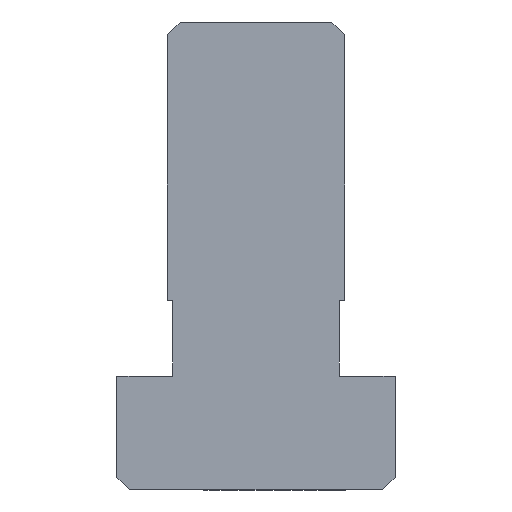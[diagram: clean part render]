
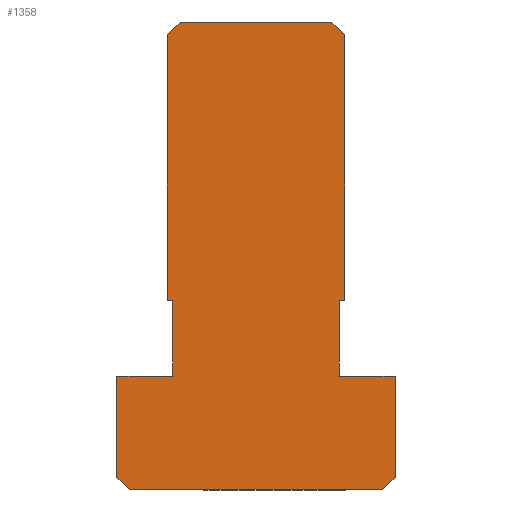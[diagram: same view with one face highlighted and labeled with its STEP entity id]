
A CAD part, front view. The second image highlights one B-rep face of the part: STEP entity #1358.
In plain terms, the highlighted planar face has unit normal (0, -1, 0).
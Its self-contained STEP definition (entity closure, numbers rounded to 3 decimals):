
#592=EDGE_CURVE('',#1508,#830,#1648,.T.);
#630=EDGE_CURVE('',#1410,#1508,#1688,.T.);
#668=EDGE_CURVE('',#1336,#1004,#1732,.T.);
#718=VERTEX_POINT('',#1790);
#724=VERTEX_POINT('',#1796);
#734=VERTEX_POINT('',#1806);
#764=EDGE_CURVE('',#734,#780,#1839,.T.);
#780=VERTEX_POINT('',#1857);
#830=VERTEX_POINT('',#1913);
#866=VERTEX_POINT('',#1952);
#874=EDGE_CURVE('',#866,#1394,#1960,.T.);
#876=EDGE_CURVE('',#780,#1188,#1962,.T.);
#938=EDGE_CURVE('',#1394,#1176,#2033,.T.);
#944=EDGE_CURVE('',#1148,#1140,#2039,.T.);
#968=EDGE_CURVE('',#718,#734,#2069,.T.);
#1004=VERTEX_POINT('',#2110);
#1054=EDGE_CURVE('',#1176,#718,#2166,.T.);
#1140=VERTEX_POINT('',#2266);
#1148=VERTEX_POINT('',#2276);
#1176=VERTEX_POINT('',#2306);
#1188=VERTEX_POINT('',#2319);
#1216=EDGE_CURVE('',#1004,#866,#2347,.T.);
#1336=VERTEX_POINT('',#2481);
#1358=ADVANCED_FACE('',(#2505),#2506,.T.);
#1368=EDGE_CURVE('',#1482,#724,#2518,.T.);
#1394=VERTEX_POINT('',#2548);
#1396=EDGE_CURVE('',#1140,#1410,#2550,.T.);
#1410=VERTEX_POINT('',#2564);
#1444=EDGE_CURVE('',#830,#1336,#2600,.T.);
#1466=EDGE_CURVE('',#724,#1148,#2624,.T.);
#1482=VERTEX_POINT('',#2642);
#1492=EDGE_CURVE('',#1188,#1482,#2653,.T.);
#1508=VERTEX_POINT('',#2670);
#1648=LINE('',#2828,#2829);
#1688=LINE('',#2885,#2886);
#1732=LINE('',#2947,#2948);
#1790=CARTESIAN_POINT('',(11.0,-25.0,1.));
#1796=CARTESIAN_POINT('',(7.0,-25.0,36.0));
#1806=CARTESIAN_POINT('',(11.0,-25.0,9.));
#1839=LINE('',#3081,#3082);
#1857=CARTESIAN_POINT('',(6.6,-25.0,9.));
#1913=CARTESIAN_POINT('',(-6.6,-25.0,15.0));
#1952=CARTESIAN_POINT('',(-11.0,-25.0,1.));
#1960=LINE('',#3245,#3246);
#1962=LINE('',#3249,#3250);
#2033=LINE('',#3337,#3338);
#2039=LINE('',#3348,#3349);
#2069=LINE('',#3385,#3386);
#2110=CARTESIAN_POINT('',(-11.0,-25.0,9.));
#2166=LINE('',#3514,#3515);
#2266=CARTESIAN_POINT('',(-6.0,-25.0,37.0));
#2276=CARTESIAN_POINT('',(6.0,-25.0,37.0));
#2306=CARTESIAN_POINT('',(10.0,-25.0,0.));
#2319=CARTESIAN_POINT('',(6.6,-25.0,15.0));
#2347=LINE('',#3750,#3751);
#2481=CARTESIAN_POINT('',(-6.6,-25.0,9.));
#2505=FACE_OUTER_BOUND('',#3954,.T.);
#2506=PLANE('',#3955);
#2518=LINE('',#3970,#3971);
#2548=CARTESIAN_POINT('',(-10.0,-25.0,0.));
#2550=LINE('',#4012,#4013);
#2564=CARTESIAN_POINT('',(-7.0,-25.0,36.0));
#2600=LINE('',#4084,#4085);
#2624=LINE('',#4115,#4116);
#2642=CARTESIAN_POINT('',(7.0,-25.0,15.0));
#2653=LINE('',#4151,#4152);
#2670=CARTESIAN_POINT('',(-7.0,-25.0,15.0));
#2828=CARTESIAN_POINT('',(-7.0,-25.0,15.0));
#2829=VECTOR('',#4368,1.0);
#2885=CARTESIAN_POINT('',(-7.0,-25.0,36.0));
#2886=VECTOR('',#4410,1.0);
#2947=CARTESIAN_POINT('',(-6.6,-25.0,9.));
#2948=VECTOR('',#4469,1.0);
#3081=CARTESIAN_POINT('',(11.0,-25.0,9.));
#3082=VECTOR('',#4608,1.0);
#3245=CARTESIAN_POINT('',(-11.0,-25.0,1.));
#3246=VECTOR('',#4775,1.0);
#3249=CARTESIAN_POINT('',(6.6,-25.0,9.));
#3250=VECTOR('',#4776,1.0);
#3337=CARTESIAN_POINT('',(-10.0,-25.0,0.));
#3338=VECTOR('',#4874,1.0);
#3348=CARTESIAN_POINT('',(6.0,-25.0,37.0));
#3349=VECTOR('',#4879,1.0);
#3385=CARTESIAN_POINT('',(11.0,-25.0,1.));
#3386=VECTOR('',#4933,1.0);
#3514=CARTESIAN_POINT('',(10.0,-25.0,0.));
#3515=VECTOR('',#5057,1.0);
#3750=CARTESIAN_POINT('',(-11.0,-25.0,9.));
#3751=VECTOR('',#5302,1.0);
#3954=EDGE_LOOP('',(#5507,#5508,#5509,#5510,#5511,#5512,#5513,#5514,#5515,#5516,#5517,#5518,#5519,#5520,#5521,#5522));
#3955=AXIS2_PLACEMENT_3D('',#5523,#5524,#5525);
#3970=CARTESIAN_POINT('',(7.0,-25.0,15.0));
#3971=VECTOR('',#5543,1.0);
#4012=CARTESIAN_POINT('',(-6.0,-25.0,37.0));
#4013=VECTOR('',#5595,1.0);
#4084=CARTESIAN_POINT('',(-6.6,-25.0,15.0));
#4085=VECTOR('',#5642,1.0);
#4115=CARTESIAN_POINT('',(7.0,-25.0,36.0));
#4116=VECTOR('',#5669,1.0);
#4151=CARTESIAN_POINT('',(6.6,-25.0,15.0));
#4152=VECTOR('',#5704,1.0);
#4368=DIRECTION('',(1.0,0.0,0.0));
#4410=DIRECTION('',(0.0,0.0,-1.0));
#4469=DIRECTION('',(-1.0,0.0,0.0));
#4608=DIRECTION('',(-1.0,0.0,0.0));
#4775=DIRECTION('',(0.707,0.0,-0.707));
#4776=DIRECTION('',(0.0,0.0,1.0));
#4874=DIRECTION('',(1.0,0.0,0.0));
#4879=DIRECTION('',(-1.0,0.0,0.0));
#4933=DIRECTION('',(0.0,0.0,1.0));
#5057=DIRECTION('',(0.707,0.0,0.707));
#5302=DIRECTION('',(0.0,0.0,-1.0));
#5507=ORIENTED_EDGE('',*,*,#968,.T.);
#5508=ORIENTED_EDGE('',*,*,#764,.T.);
#5509=ORIENTED_EDGE('',*,*,#876,.T.);
#5510=ORIENTED_EDGE('',*,*,#1492,.T.);
#5511=ORIENTED_EDGE('',*,*,#1368,.T.);
#5512=ORIENTED_EDGE('',*,*,#1466,.T.);
#5513=ORIENTED_EDGE('',*,*,#944,.T.);
#5514=ORIENTED_EDGE('',*,*,#1396,.T.);
#5515=ORIENTED_EDGE('',*,*,#630,.T.);
#5516=ORIENTED_EDGE('',*,*,#592,.T.);
#5517=ORIENTED_EDGE('',*,*,#1444,.T.);
#5518=ORIENTED_EDGE('',*,*,#668,.T.);
#5519=ORIENTED_EDGE('',*,*,#1216,.T.);
#5520=ORIENTED_EDGE('',*,*,#874,.T.);
#5521=ORIENTED_EDGE('',*,*,#938,.T.);
#5522=ORIENTED_EDGE('',*,*,#1054,.T.);
#5523=CARTESIAN_POINT('',(0.,-25.0,16.501));
#5524=DIRECTION('',(0.0,-1.0,0.0));
#5525=DIRECTION('',(1.0,0.0,0.0));
#5543=DIRECTION('',(0.0,0.0,1.0));
#5595=DIRECTION('',(-0.707,0.0,-0.707));
#5642=DIRECTION('',(0.0,0.0,-1.0));
#5669=DIRECTION('',(-0.707,0.0,0.707));
#5704=DIRECTION('',(1.0,0.0,0.0));
